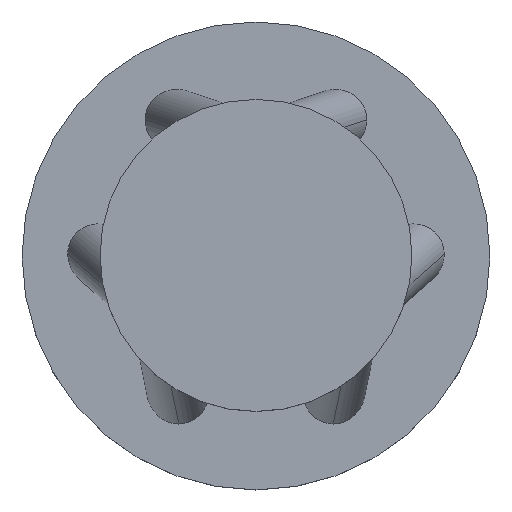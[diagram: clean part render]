
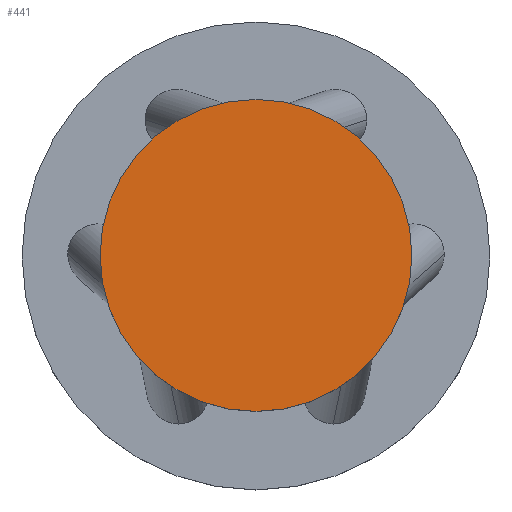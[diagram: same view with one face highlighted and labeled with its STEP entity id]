
A CAD part, top view. The second image highlights one B-rep face of the part: STEP entity #441.
In plain terms, the highlighted planar face has unit normal (0, 0, 1).
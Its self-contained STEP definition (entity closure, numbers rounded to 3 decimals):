
#36 = CIRCLE ( 'NONE', #557, 10. ) ;
#52 = CARTESIAN_POINT ( 'NONE',  ( 0., 0., 19. ) ) ;
#70 = CARTESIAN_POINT ( 'NONE',  ( -10., 0., 19. ) ) ;
#136 = AXIS2_PLACEMENT_3D ( 'NONE', #773, #313, #537 ) ;
#204 = ORIENTED_EDGE ( 'NONE', *, *, #632, .T. ) ;
#261 = PLANE ( 'NONE',  #426 ) ;
#313 = DIRECTION ( 'NONE',  ( 0., 0., 1. ) ) ;
#406 = CARTESIAN_POINT ( 'NONE',  ( 0., 0., 19. ) ) ;
#414 = FACE_OUTER_BOUND ( 'NONE', #509, .T. ) ;
#418 = DIRECTION ( 'NONE',  ( 1., 0., 0. ) ) ;
#426 = AXIS2_PLACEMENT_3D ( 'NONE', #406, #706, #418 ) ;
#441 = ADVANCED_FACE ( 'NONE', ( #414 ), #261, .T. ) ;
#449 = ORIENTED_EDGE ( 'NONE', *, *, #914, .T. ) ;
#509 = EDGE_LOOP ( 'NONE', ( #449, #204 ) ) ;
#537 = DIRECTION ( 'NONE',  ( 1., 0., 0. ) ) ;
#557 = AXIS2_PLACEMENT_3D ( 'NONE', #52, #598, #903 ) ;
#598 = DIRECTION ( 'NONE',  ( 0., 0., 1. ) ) ;
#632 = EDGE_CURVE ( 'NONE', #742, #737, #646, .T. ) ;
#646 = CIRCLE ( 'NONE', #136, 10. ) ;
#706 = DIRECTION ( 'NONE',  ( 0., 0., 1. ) ) ;
#737 = VERTEX_POINT ( 'NONE', #70 ) ;
#742 = VERTEX_POINT ( 'NONE', #856 ) ;
#773 = CARTESIAN_POINT ( 'NONE',  ( 0., 0., 19. ) ) ;
#856 = CARTESIAN_POINT ( 'NONE',  ( 10., 0., 19. ) ) ;
#903 = DIRECTION ( 'NONE',  ( 1., 0., 0. ) ) ;
#914 = EDGE_CURVE ( 'NONE', #737, #742, #36, .T. ) ;
